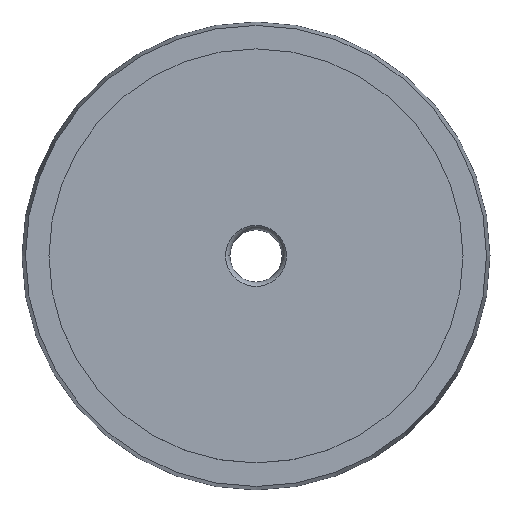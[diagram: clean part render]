
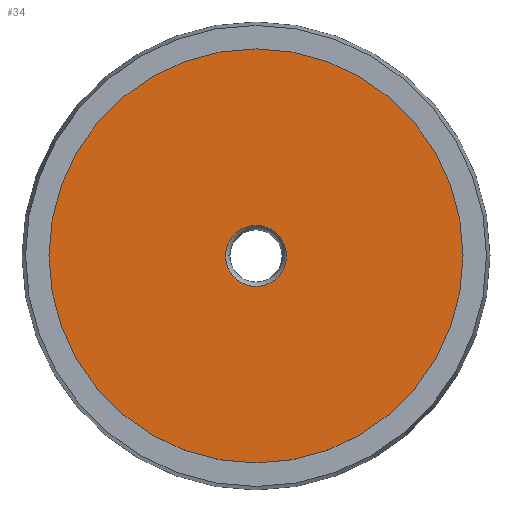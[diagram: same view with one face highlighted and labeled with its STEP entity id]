
A CAD part, top view. The second image highlights one B-rep face of the part: STEP entity #34.
In plain terms, the highlighted planar face has unit normal (0, 0, 1).
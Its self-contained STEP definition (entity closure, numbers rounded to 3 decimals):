
#6 = EDGE_CURVE ( 'NONE', #208, #409, #470, .T. ) ;
#34 = ADVANCED_FACE ( 'NONE', ( #342, #574 ), #516, .F. ) ;
#43 = DIRECTION ( 'NONE',  ( 1., 0., 0. ) ) ;
#71 = CARTESIAN_POINT ( 'NONE',  ( 0., 0., 0. ) ) ;
#86 = CARTESIAN_POINT ( 'NONE',  ( -11.9, 0., 0. ) ) ;
#105 = CIRCLE ( 'NONE', #609, 1.75 ) ;
#120 = CARTESIAN_POINT ( 'NONE',  ( 11.9, 0., 0. ) ) ;
#161 = AXIS2_PLACEMENT_3D ( 'NONE', #398, #209, #305 ) ;
#164 = CARTESIAN_POINT ( 'NONE',  ( 1.75, 0., 0. ) ) ;
#171 = EDGE_CURVE ( 'NONE', #409, #208, #614, .T. ) ;
#187 = ORIENTED_EDGE ( 'NONE', *, *, #171, .T. ) ;
#208 = VERTEX_POINT ( 'NONE', #120 ) ;
#209 = DIRECTION ( 'NONE',  ( 0., 0., 1. ) ) ;
#266 = CARTESIAN_POINT ( 'NONE',  ( -1.75, 0., 0. ) ) ;
#269 = AXIS2_PLACEMENT_3D ( 'NONE', #71, #402, #404 ) ;
#279 = EDGE_LOOP ( 'NONE', ( #304, #187 ) ) ;
#286 = CARTESIAN_POINT ( 'NONE',  ( 0., 0., 0. ) ) ;
#304 = ORIENTED_EDGE ( 'NONE', *, *, #6, .T. ) ;
#305 = DIRECTION ( 'NONE',  ( 1., 0., 0. ) ) ;
#314 = AXIS2_PLACEMENT_3D ( 'NONE', #286, #624, #43 ) ;
#325 = CARTESIAN_POINT ( 'NONE',  ( 0., 0., 0. ) ) ;
#342 = FACE_BOUND ( 'NONE', #641, .T. ) ;
#364 = VERTEX_POINT ( 'NONE', #266 ) ;
#388 = EDGE_CURVE ( 'NONE', #567, #364, #105, .T. ) ;
#398 = CARTESIAN_POINT ( 'NONE',  ( 0., 0., 0. ) ) ;
#402 = DIRECTION ( 'NONE',  ( 0., 0., 1. ) ) ;
#404 = DIRECTION ( 'NONE',  ( 1., 0., 0. ) ) ;
#409 = VERTEX_POINT ( 'NONE', #86 ) ;
#411 = CARTESIAN_POINT ( 'NONE',  ( 0., 0., 0. ) ) ;
#415 = DIRECTION ( 'NONE',  ( 1., 0., 0. ) ) ;
#426 = DIRECTION ( 'NONE',  ( -1., 0., 0. ) ) ;
#456 = ORIENTED_EDGE ( 'NONE', *, *, #615, .F. ) ;
#470 = CIRCLE ( 'NONE', #314, 11.9 ) ;
#516 = PLANE ( 'NONE',  #634 ) ;
#517 = CIRCLE ( 'NONE', #269, 1.75 ) ;
#550 = ORIENTED_EDGE ( 'NONE', *, *, #388, .F. ) ;
#567 = VERTEX_POINT ( 'NONE', #164 ) ;
#574 = FACE_OUTER_BOUND ( 'NONE', #279, .T. ) ;
#580 = DIRECTION ( 'NONE',  ( 0., 0., -1. ) ) ;
#609 = AXIS2_PLACEMENT_3D ( 'NONE', #411, #621, #415 ) ;
#614 = CIRCLE ( 'NONE', #161, 11.9 ) ;
#615 = EDGE_CURVE ( 'NONE', #364, #567, #517, .T. ) ;
#621 = DIRECTION ( 'NONE',  ( 0., 0., 1. ) ) ;
#624 = DIRECTION ( 'NONE',  ( 0., 0., 1. ) ) ;
#634 = AXIS2_PLACEMENT_3D ( 'NONE', #325, #580, #426 ) ;
#641 = EDGE_LOOP ( 'NONE', ( #550, #456 ) ) ;
